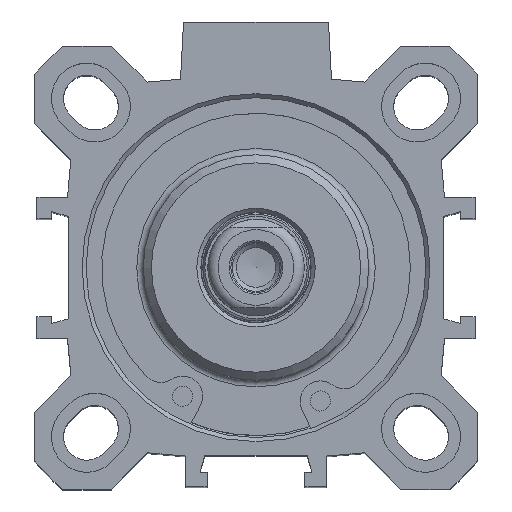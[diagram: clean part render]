
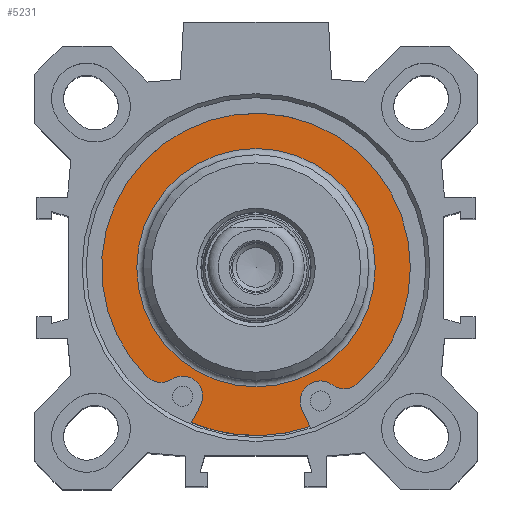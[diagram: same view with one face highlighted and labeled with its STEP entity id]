
A CAD part, top view. The second image highlights one B-rep face of the part: STEP entity #5231.
In plain terms, the highlighted planar face has unit normal (0, 0, 1).
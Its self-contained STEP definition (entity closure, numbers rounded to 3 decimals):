
#5139=CARTESIAN_POINT('',(0.,14.8,85.6));
#5140=VERTEX_POINT('',#5139);
#5141=CARTESIAN_POINT('',(0.,0.,85.6));
#5142=DIRECTION('',(0.0,0.0,1.0));
#5143=DIRECTION('',(0.0,1.0,0.0));
#5144=AXIS2_PLACEMENT_3D('',#5141,#5142,#5143);
#5145=CIRCLE('',#5144,14.8);
#5146=EDGE_CURVE('',#5140,#5140,#5145,.T.);
#5151=CARTESIAN_POINT('',(0.,17.825,85.6));
#5152=DIRECTION('',(0.0,0.0,1.0));
#5153=DIRECTION('',(1.0,0.0,0.0));
#5154=AXIS2_PLACEMENT_3D('',#5151,#5152,#5153);
#5155=PLANE('',#5154);
#5156=CARTESIAN_POINT('',(-6.92,-17.152,85.6));
#5157=VERTEX_POINT('',#5156);
#5158=CARTESIAN_POINT('',(-8.043,-19.236,85.6));
#5159=VERTEX_POINT('',#5158);
#5160=CARTESIAN_POINT('',(-6.92,-17.152,85.6));
#5161=DIRECTION('',(-0.474,-0.88,0.0));
#5162=VECTOR('',#5161,2.368);
#5163=LINE('',#5160,#5162);
#5164=EDGE_CURVE('',#5157,#5159,#5163,.T.);
#5165=ORIENTED_EDGE('',*,*,#5164,.T.);
#5166=CARTESIAN_POINT('',(6.687,-19.749,85.6));
#5167=VERTEX_POINT('',#5166);
#5168=CARTESIAN_POINT('',(0.,0.,85.6));
#5169=DIRECTION('',(0.0,0.0,1.0));
#5170=DIRECTION('',(0.0,1.0,0.0));
#5171=AXIS2_PLACEMENT_3D('',#5168,#5169,#5170);
#5172=CIRCLE('',#5171,20.85);
#5173=EDGE_CURVE('',#5159,#5167,#5172,.T.);
#5174=ORIENTED_EDGE('',*,*,#5173,.T.);
#5175=CARTESIAN_POINT('',(5.711,-17.591,85.6));
#5176=VERTEX_POINT('',#5175);
#5177=CARTESIAN_POINT('',(6.687,-19.749,85.6));
#5178=DIRECTION('',(-0.412,0.911,0.0));
#5179=VECTOR('',#5178,2.368);
#5180=LINE('',#5177,#5179);
#5181=EDGE_CURVE('',#5167,#5176,#5180,.T.);
#5182=ORIENTED_EDGE('',*,*,#5181,.T.);
#5183=CARTESIAN_POINT('',(9.483,-14.556,85.6));
#5184=VERTEX_POINT('',#5183);
#5185=CARTESIAN_POINT('',(7.989,-16.561,85.6));
#5186=DIRECTION('',(0.0,0.0,-1.0));
#5187=DIRECTION('',(0.598,0.802,0.0));
#5188=AXIS2_PLACEMENT_3D('',#5185,#5186,#5187);
#5189=CIRCLE('',#5188,2.5);
#5190=EDGE_CURVE('',#5176,#5184,#5189,.T.);
#5191=ORIENTED_EDGE('',*,*,#5190,.T.);
#5192=CARTESIAN_POINT('',(12.623,-14.434,85.6));
#5193=VERTEX_POINT('',#5192);
#5194=CARTESIAN_POINT('',(10.977,-12.552,85.6));
#5195=DIRECTION('',(0.0,0.0,1.0));
#5196=DIRECTION('',(0.598,0.802,0.0));
#5197=AXIS2_PLACEMENT_3D('',#5194,#5195,#5196);
#5198=CIRCLE('',#5197,2.5);
#5199=EDGE_CURVE('',#5184,#5193,#5198,.T.);
#5200=ORIENTED_EDGE('',*,*,#5199,.T.);
#5201=CARTESIAN_POINT('',(-13.596,-13.522,85.6));
#5202=VERTEX_POINT('',#5201);
#5203=CARTESIAN_POINT('',(0.,0.,85.6));
#5204=DIRECTION('',(0.0,0.0,1.0));
#5205=DIRECTION('',(-0.658,0.753,0.0));
#5206=AXIS2_PLACEMENT_3D('',#5203,#5204,#5205);
#5207=CIRCLE('',#5206,19.175);
#5208=EDGE_CURVE('',#5193,#5202,#5207,.T.);
#5209=ORIENTED_EDGE('',*,*,#5208,.T.);
#5210=CARTESIAN_POINT('',(-10.472,-13.862,85.6));
#5211=VERTEX_POINT('',#5210);
#5212=CARTESIAN_POINT('',(-11.823,-11.759,85.6));
#5213=DIRECTION('',(0.0,0.0,1.0));
#5214=DIRECTION('',(0.709,0.705,0.0));
#5215=AXIS2_PLACEMENT_3D('',#5212,#5213,#5214);
#5216=CIRCLE('',#5215,2.5);
#5217=EDGE_CURVE('',#5202,#5211,#5216,.T.);
#5218=ORIENTED_EDGE('',*,*,#5217,.T.);
#5219=CARTESIAN_POINT('',(-9.12,-15.966,85.6));
#5220=DIRECTION('',(0.0,0.0,-1.0));
#5221=DIRECTION('',(0.88,-0.474,0.0));
#5222=AXIS2_PLACEMENT_3D('',#5219,#5220,#5221);
#5223=CIRCLE('',#5222,2.5);
#5224=EDGE_CURVE('',#5211,#5157,#5223,.T.);
#5225=ORIENTED_EDGE('',*,*,#5224,.T.);
#5226=EDGE_LOOP('',(#5165,#5174,#5182,#5191,#5200,#5209,#5218,#5225));
#5227=FACE_OUTER_BOUND('',#5226,.T.);
#5228=ORIENTED_EDGE('',*,*,#5146,.F.);
#5229=EDGE_LOOP('',(#5228));
#5230=FACE_BOUND('',#5229,.T.);
#5231=ADVANCED_FACE('',(#5227,#5230),#5155,.T.);
